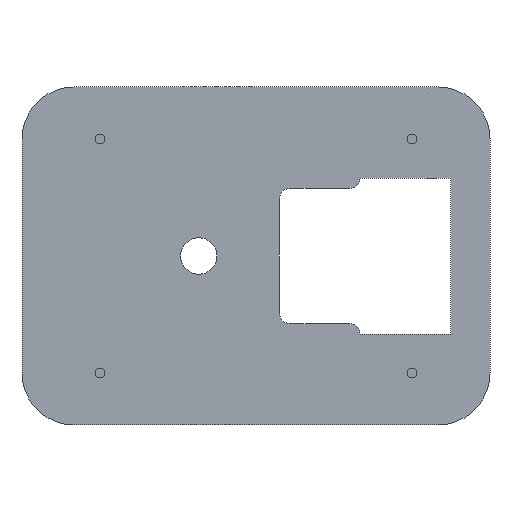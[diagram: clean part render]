
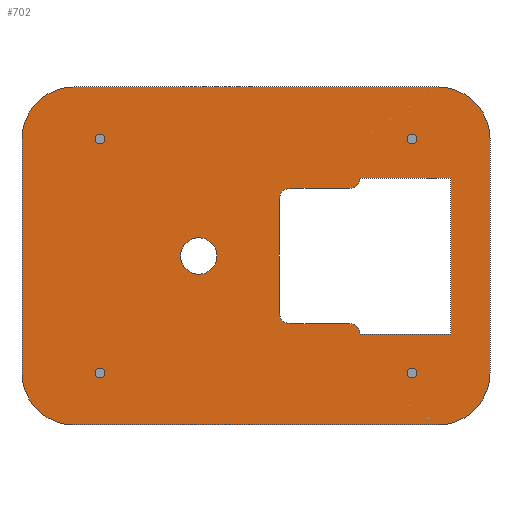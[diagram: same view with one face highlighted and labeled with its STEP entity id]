
A CAD part, front view. The second image highlights one B-rep face of the part: STEP entity #702.
In plain terms, the highlighted planar face has unit normal (0, -1, 0).
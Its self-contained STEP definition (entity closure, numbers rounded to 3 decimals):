
#20=FACE_BOUND('',#108,.T.);
#21=FACE_BOUND('',#109,.T.);
#22=FACE_BOUND('',#110,.T.);
#23=FACE_BOUND('',#111,.T.);
#24=FACE_BOUND('',#112,.T.);
#25=FACE_BOUND('',#113,.T.);
#36=PLANE('',#759);
#62=FACE_OUTER_BOUND('',#107,.T.);
#107=EDGE_LOOP('',(#507,#508,#509,#510,#511,#512,#513,#514));
#108=EDGE_LOOP('',(#515,#516,#517,#518,#519,#520,#521,#522,#523,#524));
#109=EDGE_LOOP('',(#525));
#110=EDGE_LOOP('',(#526));
#111=EDGE_LOOP('',(#527));
#112=EDGE_LOOP('',(#528));
#113=EDGE_LOOP('',(#529));
#157=LINE('',#1090,#213);
#163=LINE('',#1105,#219);
#167=LINE('',#1117,#223);
#168=LINE('',#1123,#224);
#169=LINE('',#1127,#225);
#170=LINE('',#1131,#226);
#171=LINE('',#1134,#227);
#172=LINE('',#1136,#228);
#173=LINE('',#1138,#229);
#174=LINE('',#1140,#230);
#213=VECTOR('',#858,10.);
#219=VECTOR('',#872,10.);
#223=VECTOR('',#884,10.);
#224=VECTOR('',#889,10.);
#225=VECTOR('',#892,10.);
#226=VECTOR('',#895,10.);
#227=VECTOR('',#898,10.);
#228=VECTOR('',#899,10.);
#229=VECTOR('',#900,10.);
#230=VECTOR('',#901,10.);
#269=CIRCLE('',#748,2.);
#271=CIRCLE('',#752,2.);
#274=CIRCLE('',#757,2.);
#275=CIRCLE('',#760,10.);
#276=CIRCLE('',#761,10.);
#277=CIRCLE('',#762,10.);
#278=CIRCLE('',#763,10.);
#279=CIRCLE('',#764,2.);
#280=CIRCLE('',#765,0.95);
#281=CIRCLE('',#766,0.95);
#282=CIRCLE('',#767,0.95);
#283=CIRCLE('',#768,0.95);
#284=CIRCLE('',#769,3.5);
#313=VERTEX_POINT('',#1080);
#314=VERTEX_POINT('',#1081);
#317=VERTEX_POINT('',#1089);
#319=VERTEX_POINT('',#1095);
#320=VERTEX_POINT('',#1096);
#325=VERTEX_POINT('',#1110);
#326=VERTEX_POINT('',#1112);
#327=VERTEX_POINT('',#1119);
#328=VERTEX_POINT('',#1120);
#329=VERTEX_POINT('',#1122);
#330=VERTEX_POINT('',#1124);
#331=VERTEX_POINT('',#1126);
#332=VERTEX_POINT('',#1128);
#333=VERTEX_POINT('',#1130);
#334=VERTEX_POINT('',#1132);
#335=VERTEX_POINT('',#1135);
#336=VERTEX_POINT('',#1137);
#337=VERTEX_POINT('',#1139);
#338=VERTEX_POINT('',#1142);
#339=VERTEX_POINT('',#1144);
#340=VERTEX_POINT('',#1146);
#341=VERTEX_POINT('',#1148);
#342=VERTEX_POINT('',#1150);
#379=EDGE_CURVE('',#313,#314,#269,.T.);
#383=EDGE_CURVE('',#317,#314,#157,.T.);
#386=EDGE_CURVE('',#319,#320,#271,.T.);
#391=EDGE_CURVE('',#313,#320,#163,.T.);
#394=EDGE_CURVE('',#325,#326,#274,.T.);
#397=EDGE_CURVE('',#319,#326,#167,.T.);
#398=EDGE_CURVE('',#327,#328,#275,.T.);
#399=EDGE_CURVE('',#327,#329,#168,.T.);
#400=EDGE_CURVE('',#330,#329,#276,.T.);
#401=EDGE_CURVE('',#330,#331,#169,.T.);
#402=EDGE_CURVE('',#332,#331,#277,.T.);
#403=EDGE_CURVE('',#332,#333,#170,.T.);
#404=EDGE_CURVE('',#334,#333,#278,.T.);
#405=EDGE_CURVE('',#334,#328,#171,.T.);
#406=EDGE_CURVE('',#325,#335,#172,.T.);
#407=EDGE_CURVE('',#335,#336,#173,.T.);
#408=EDGE_CURVE('',#336,#337,#174,.T.);
#409=EDGE_CURVE('',#317,#337,#279,.T.);
#410=EDGE_CURVE('',#338,#338,#280,.T.);
#411=EDGE_CURVE('',#339,#339,#281,.T.);
#412=EDGE_CURVE('',#340,#340,#282,.T.);
#413=EDGE_CURVE('',#341,#341,#283,.T.);
#414=EDGE_CURVE('',#342,#342,#284,.T.);
#507=ORIENTED_EDGE('',*,*,#398,.F.);
#508=ORIENTED_EDGE('',*,*,#399,.T.);
#509=ORIENTED_EDGE('',*,*,#400,.F.);
#510=ORIENTED_EDGE('',*,*,#401,.T.);
#511=ORIENTED_EDGE('',*,*,#402,.F.);
#512=ORIENTED_EDGE('',*,*,#403,.T.);
#513=ORIENTED_EDGE('',*,*,#404,.F.);
#514=ORIENTED_EDGE('',*,*,#405,.T.);
#515=ORIENTED_EDGE('',*,*,#394,.F.);
#516=ORIENTED_EDGE('',*,*,#406,.T.);
#517=ORIENTED_EDGE('',*,*,#407,.T.);
#518=ORIENTED_EDGE('',*,*,#408,.T.);
#519=ORIENTED_EDGE('',*,*,#409,.F.);
#520=ORIENTED_EDGE('',*,*,#383,.T.);
#521=ORIENTED_EDGE('',*,*,#379,.F.);
#522=ORIENTED_EDGE('',*,*,#391,.T.);
#523=ORIENTED_EDGE('',*,*,#386,.F.);
#524=ORIENTED_EDGE('',*,*,#397,.T.);
#525=ORIENTED_EDGE('',*,*,#410,.T.);
#526=ORIENTED_EDGE('',*,*,#411,.T.);
#527=ORIENTED_EDGE('',*,*,#412,.T.);
#528=ORIENTED_EDGE('',*,*,#413,.T.);
#529=ORIENTED_EDGE('',*,*,#414,.T.);
#702=ADVANCED_FACE('',(#62,#20,#21,#22,#23,#24,#25),#36,.F.);
#748=AXIS2_PLACEMENT_3D('',#1082,#850,#851);
#752=AXIS2_PLACEMENT_3D('',#1097,#863,#864);
#757=AXIS2_PLACEMENT_3D('',#1113,#878,#879);
#759=AXIS2_PLACEMENT_3D('',#1118,#885,#886);
#760=AXIS2_PLACEMENT_3D('',#1121,#887,#888);
#761=AXIS2_PLACEMENT_3D('',#1125,#890,#891);
#762=AXIS2_PLACEMENT_3D('',#1129,#893,#894);
#763=AXIS2_PLACEMENT_3D('',#1133,#896,#897);
#764=AXIS2_PLACEMENT_3D('',#1141,#902,#903);
#765=AXIS2_PLACEMENT_3D('',#1143,#904,#905);
#766=AXIS2_PLACEMENT_3D('',#1145,#906,#907);
#767=AXIS2_PLACEMENT_3D('',#1147,#908,#909);
#768=AXIS2_PLACEMENT_3D('',#1149,#910,#911);
#769=AXIS2_PLACEMENT_3D('',#1151,#912,#913);
#850=DIRECTION('center_axis',(0.,-1.,0.));
#851=DIRECTION('ref_axis',(-0.707,0.,-0.707));
#858=DIRECTION('',(-1.,0.,0.));
#863=DIRECTION('center_axis',(0.,-1.,0.));
#864=DIRECTION('ref_axis',(-0.707,0.,0.707));
#872=DIRECTION('',(0.,0.,1.));
#878=DIRECTION('center_axis',(0.,1.,0.));
#879=DIRECTION('ref_axis',(0.707,0.,-0.707));
#884=DIRECTION('',(1.,0.,0.));
#885=DIRECTION('center_axis',(0.,1.,0.));
#886=DIRECTION('ref_axis',(1.,0.,0.));
#887=DIRECTION('center_axis',(0.,1.,0.));
#888=DIRECTION('ref_axis',(0.707,0.,-0.707));
#889=DIRECTION('',(0.,0.,1.));
#890=DIRECTION('center_axis',(0.,1.,0.));
#891=DIRECTION('ref_axis',(0.707,0.,0.707));
#892=DIRECTION('',(-1.,0.,0.));
#893=DIRECTION('center_axis',(0.,1.,0.));
#894=DIRECTION('ref_axis',(-0.707,0.,0.707));
#895=DIRECTION('',(0.,0.,-1.));
#896=DIRECTION('center_axis',(0.,1.,0.));
#897=DIRECTION('ref_axis',(-0.707,0.,-0.707));
#898=DIRECTION('',(1.,0.,0.));
#899=DIRECTION('',(1.,0.,0.));
#900=DIRECTION('',(0.,0.,-1.));
#901=DIRECTION('',(-1.,0.,0.));
#902=DIRECTION('center_axis',(0.,1.,0.));
#903=DIRECTION('ref_axis',(0.707,0.,0.707));
#904=DIRECTION('center_axis',(0.,1.,0.));
#905=DIRECTION('ref_axis',(1.,0.,0.));
#906=DIRECTION('center_axis',(0.,1.,0.));
#907=DIRECTION('ref_axis',(1.,0.,0.));
#908=DIRECTION('center_axis',(0.,1.,0.));
#909=DIRECTION('ref_axis',(1.,0.,0.));
#910=DIRECTION('center_axis',(0.,1.,0.));
#911=DIRECTION('ref_axis',(1.,0.,0.));
#912=DIRECTION('center_axis',(0.,1.,0.));
#913=DIRECTION('ref_axis',(-1.,0.,0.));
#1080=CARTESIAN_POINT('',(4.5,0.,-11.));
#1081=CARTESIAN_POINT('',(6.5,0.,-13.));
#1082=CARTESIAN_POINT('Origin',(6.5,0.,-11.));
#1089=CARTESIAN_POINT('',(18.,0.,-13.));
#1090=CARTESIAN_POINT('',(35.5,0.,-13.));
#1095=CARTESIAN_POINT('',(6.5,0.,13.));
#1096=CARTESIAN_POINT('',(4.5,0.,11.));
#1097=CARTESIAN_POINT('Origin',(6.5,0.,11.));
#1105=CARTESIAN_POINT('',(4.5,0.,-13.));
#1110=CARTESIAN_POINT('',(20.,0.,15.));
#1112=CARTESIAN_POINT('',(18.,0.,13.));
#1113=CARTESIAN_POINT('Origin',(18.,0.,15.));
#1117=CARTESIAN_POINT('',(4.5,0.,13.));
#1118=CARTESIAN_POINT('Origin',(0.,0.,0.));
#1119=CARTESIAN_POINT('',(45.,0.,-22.5));
#1120=CARTESIAN_POINT('',(35.,0.,-32.5));
#1121=CARTESIAN_POINT('Origin',(35.,0.,-22.5));
#1122=CARTESIAN_POINT('',(45.,0.,22.5));
#1123=CARTESIAN_POINT('',(45.,0.,-32.5));
#1124=CARTESIAN_POINT('',(35.,0.,32.5));
#1125=CARTESIAN_POINT('Origin',(35.,0.,22.5));
#1126=CARTESIAN_POINT('',(-35.,0.,32.5));
#1127=CARTESIAN_POINT('',(45.,0.,32.5));
#1128=CARTESIAN_POINT('',(-45.,0.,22.5));
#1129=CARTESIAN_POINT('Origin',(-35.,0.,22.5));
#1130=CARTESIAN_POINT('',(-45.,0.,-22.5));
#1131=CARTESIAN_POINT('',(-45.,0.,32.5));
#1132=CARTESIAN_POINT('',(-35.,0.,-32.5));
#1133=CARTESIAN_POINT('Origin',(-35.,0.,-22.5));
#1134=CARTESIAN_POINT('',(-45.,0.,-32.5));
#1135=CARTESIAN_POINT('',(37.5,0.,15.));
#1136=CARTESIAN_POINT('',(18.75,0.,15.));
#1137=CARTESIAN_POINT('',(37.5,0.,-15.));
#1138=CARTESIAN_POINT('',(37.5,0.,-7.5));
#1139=CARTESIAN_POINT('',(20.,0.,-15.));
#1140=CARTESIAN_POINT('',(1.25,0.,-15.));
#1141=CARTESIAN_POINT('Origin',(18.,0.,-15.));
#1142=CARTESIAN_POINT('',(-30.95,0.,-22.5));
#1143=CARTESIAN_POINT('Origin',(-30.,0.,-22.5));
#1144=CARTESIAN_POINT('',(29.05,0.,-22.5));
#1145=CARTESIAN_POINT('Origin',(30.,0.,-22.5));
#1146=CARTESIAN_POINT('',(-30.95,0.,22.5));
#1147=CARTESIAN_POINT('Origin',(-30.,0.,22.5));
#1148=CARTESIAN_POINT('',(29.05,0.,22.5));
#1149=CARTESIAN_POINT('Origin',(30.,0.,22.5));
#1150=CARTESIAN_POINT('',(-7.5,0.,0.));
#1151=CARTESIAN_POINT('Origin',(-11.,0.,0.));
